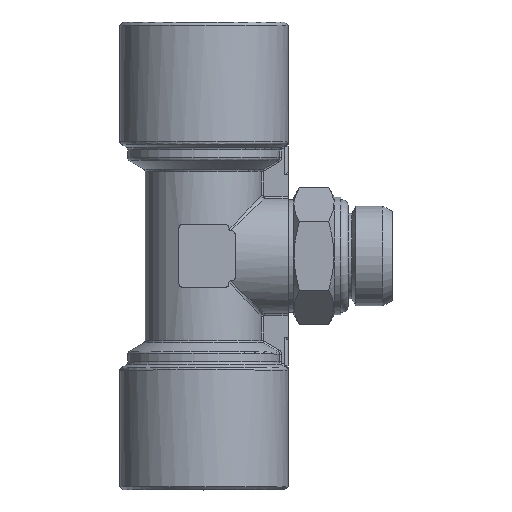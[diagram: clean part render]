
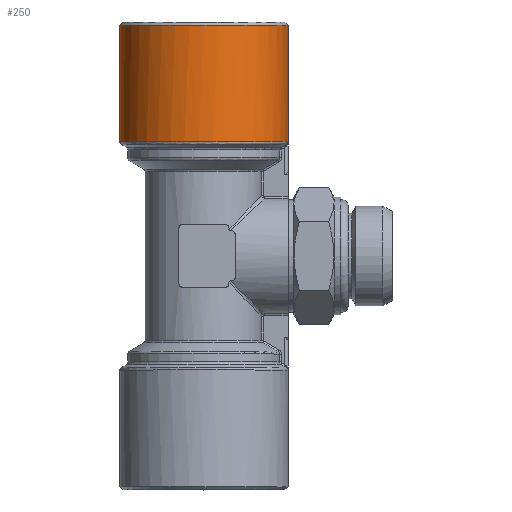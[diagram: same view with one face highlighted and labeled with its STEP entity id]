
A CAD part, top view. The second image highlights one B-rep face of the part: STEP entity #250.
In plain terms, the highlighted cylindrical face has radius 13.5 mm (diameter 27 mm), a full revolution.
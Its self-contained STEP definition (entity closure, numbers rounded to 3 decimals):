
#250 = ADVANCED_FACE( 'NONE', ( #921, #922 ), #923, .T. );
#921 = FACE_OUTER_BOUND( '', #3663, .T. );
#922 = FACE_OUTER_BOUND( '', #3664, .T. );
#923 = CYLINDRICAL_SURFACE( '', #3665, 13.5 );
#3663 = EDGE_LOOP( '', ( #8855, #8856, #8857 ) );
#3664 = EDGE_LOOP( '', ( #8858 ) );
#3665 = AXIS2_PLACEMENT_3D( '', #8859, #8860, #8861 );
#8855 = ORIENTED_EDGE( '', *, *, #10681, .F. );
#8856 = ORIENTED_EDGE( '', *, *, #11364, .F. );
#8857 = ORIENTED_EDGE( '', *, *, #11365, .F. );
#8858 = ORIENTED_EDGE( '', *, *, #11366, .T. );
#8859 = CARTESIAN_POINT( '', ( 0., 0., 0. ) );
#8860 = DIRECTION( '', ( 0., 1., 0. ) );
#8861 = DIRECTION( '', ( 0., 0., -1. ) );
#10681 = EDGE_CURVE( 'NONE', #11902, #11904, #11905, .T. );
#11364 = EDGE_CURVE( 'NONE', #13120, #11902, #13121, .T. );
#11365 = EDGE_CURVE( 'NONE', #11904, #13120, #13122, .T. );
#11366 = EDGE_CURVE( 'NONE', #13123, #13123, #13124, .T. );
#11902 = VERTEX_POINT( 'NONE', #14363 );
#11904 = VERTEX_POINT( 'NONE', #14377 );
#11905 = CIRCLE( '', #14378, 13.5 );
#13120 = VERTEX_POINT( 'NONE', #19299 );
#13121 = CIRCLE( '', #19300, 13.5 );
#13122 = CIRCLE( '', #19301, 13.5 );
#13123 = VERTEX_POINT( '', #19302 );
#13124 = CIRCLE( '', #19303, 13.5 );
#14363 = CARTESIAN_POINT( '', ( 13.439, 18.299, 1.281 ) );
#14377 = CARTESIAN_POINT( '', ( 13.439, 18.299, -1.281 ) );
#14378 = AXIS2_PLACEMENT_3D( '', #21171, #21172, #21173 );
#19299 = CARTESIAN_POINT( '', ( 13.5, 18.299, 0. ) );
#19300 = AXIS2_PLACEMENT_3D( '', #21756, #21757, #21758 );
#19301 = AXIS2_PLACEMENT_3D( '', #21759, #21760, #21761 );
#19302 = CARTESIAN_POINT( '', ( 0., 37., -13.5 ) );
#19303 = AXIS2_PLACEMENT_3D( '', #21762, #21763, #21764 );
#21171 = CARTESIAN_POINT( '', ( 0., 18.299, 0. ) );
#21172 = DIRECTION( '', ( 0., -1., 0. ) );
#21173 = DIRECTION( '', ( 0., 0., -1. ) );
#21756 = CARTESIAN_POINT( '', ( 0., 18.299, 0. ) );
#21757 = DIRECTION( '', ( 0., -1., 0. ) );
#21758 = DIRECTION( '', ( 0., 0., -1. ) );
#21759 = CARTESIAN_POINT( '', ( 0., 18.299, 0. ) );
#21760 = DIRECTION( '', ( 0., -1., 0. ) );
#21761 = DIRECTION( '', ( 0., 0., -1. ) );
#21762 = CARTESIAN_POINT( '', ( 0., 37., 0. ) );
#21763 = DIRECTION( '', ( 0., -1., 0. ) );
#21764 = DIRECTION( '', ( 0., 0., -1. ) );
